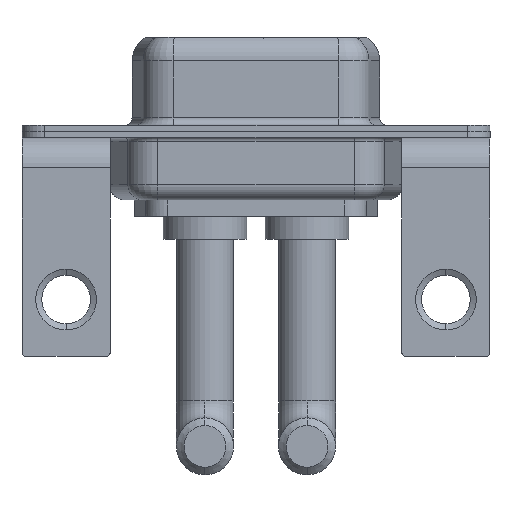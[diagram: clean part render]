
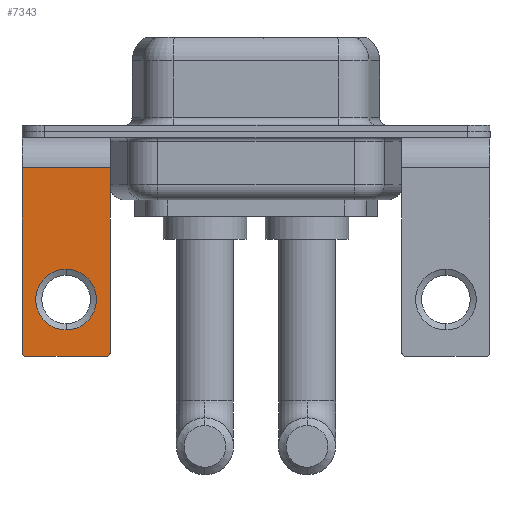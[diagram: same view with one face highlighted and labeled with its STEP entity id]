
A CAD part, front view. The second image highlights one B-rep face of the part: STEP entity #7343.
In plain terms, the highlighted planar face has unit normal (0, -1, 0).
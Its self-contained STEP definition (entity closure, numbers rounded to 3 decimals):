
#239 = LINE ( 'NONE', #14054, #1232 ) ;
#376 = VECTOR ( 'NONE', #11777, 1000. ) ;
#377 = VECTOR ( 'NONE', #2117, 1000. ) ;
#528 = AXIS2_PLACEMENT_3D ( 'NONE', #4128, #1091, #4202 ) ;
#587 = EDGE_CURVE ( 'NONE', #9723, #3063, #5581, .T. ) ;
#651 = EDGE_CURVE ( 'NONE', #8570, #11491, #11943, .T. ) ;
#994 = CARTESIAN_POINT ( 'NONE',  ( -2.9, -6.25, -14.55 ) ) ;
#1091 = DIRECTION ( 'NONE',  ( 0., 1., 0. ) ) ;
#1175 = ORIENTED_EDGE ( 'NONE', *, *, #8850, .T. ) ;
#1232 = VECTOR ( 'NONE', #4288, 1000. ) ;
#1740 = ORIENTED_EDGE ( 'NONE', *, *, #4871, .T. ) ;
#1918 = LINE ( 'NONE', #3038, #377 ) ;
#2117 = DIRECTION ( 'NONE',  ( 0., 0., -1. ) ) ;
#2227 = FACE_BOUND ( 'NONE', #3461, .T. ) ;
#2286 = ORIENTED_EDGE ( 'NONE', *, *, #651, .T. ) ;
#2873 = CARTESIAN_POINT ( 'NONE',  ( -2.65, -6.25, -14.8 ) ) ;
#3038 = CARTESIAN_POINT ( 'NONE',  ( -2.9, -6.25, -2.4 ) ) ;
#3063 = VERTEX_POINT ( 'NONE', #9796 ) ;
#3247 = DIRECTION ( 'NONE',  ( 0., -1., 0. ) ) ;
#3383 = ORIENTED_EDGE ( 'NONE', *, *, #9935, .T. ) ;
#3461 = EDGE_LOOP ( 'NONE', ( #1175, #5332 ) ) ;
#3565 = CARTESIAN_POINT ( 'NONE',  ( 2.9, -6.25, -2.4 ) ) ;
#3829 = VERTEX_POINT ( 'NONE', #2873 ) ;
#3980 = CARTESIAN_POINT ( 'NONE',  ( 0., -6.25, -9.07 ) ) ;
#4078 = LINE ( 'NONE', #7438, #376 ) ;
#4112 = DIRECTION ( 'NONE',  ( -1., 0., 0. ) ) ;
#4128 = CARTESIAN_POINT ( 'NONE',  ( 0., -6.25, -11.07 ) ) ;
#4202 = DIRECTION ( 'NONE',  ( 0., 0., 1. ) ) ;
#4288 = DIRECTION ( 'NONE',  ( 0., 0., -1. ) ) ;
#4508 = CARTESIAN_POINT ( 'NONE',  ( 2.65, -6.25, -14.8 ) ) ;
#4560 = VERTEX_POINT ( 'NONE', #8186 ) ;
#4654 = DIRECTION ( 'NONE',  ( 0., 0., 1. ) ) ;
#4795 = DIRECTION ( 'NONE',  ( 0., 1., 0. ) ) ;
#4871 = EDGE_CURVE ( 'NONE', #10892, #6122, #1918, .T. ) ;
#5332 = ORIENTED_EDGE ( 'NONE', *, *, #587, .T. ) ;
#5394 = AXIS2_PLACEMENT_3D ( 'NONE', #3565, #4795, #4654 ) ;
#5567 = ORIENTED_EDGE ( 'NONE', *, *, #12304, .F. ) ;
#5581 = CIRCLE ( 'NONE', #7388, 2. ) ;
#5911 = CARTESIAN_POINT ( 'NONE',  ( 0., -6.25, -11.07 ) ) ;
#6122 = VERTEX_POINT ( 'NONE', #994 ) ;
#6334 = LINE ( 'NONE', #12883, #8016 ) ;
#6574 = FACE_OUTER_BOUND ( 'NONE', #10036, .T. ) ;
#6963 = DIRECTION ( 'NONE',  ( 0., 1., 0. ) ) ;
#7156 = EDGE_CURVE ( 'NONE', #8570, #3829, #4078, .T. ) ;
#7343 = ADVANCED_FACE ( 'NONE', ( #2227, #6574 ), #12271, .F. ) ;
#7388 = AXIS2_PLACEMENT_3D ( 'NONE', #5911, #6963, #8033 ) ;
#7438 = CARTESIAN_POINT ( 'NONE',  ( 2.9, -6.25, -14.8 ) ) ;
#7746 = CARTESIAN_POINT ( 'NONE',  ( -2.65, -6.25, -14.55 ) ) ;
#8016 = VECTOR ( 'NONE', #4112, 1000. ) ;
#8033 = DIRECTION ( 'NONE',  ( 0., 0., 1. ) ) ;
#8186 = CARTESIAN_POINT ( 'NONE',  ( 2.9, -6.25, -2.4 ) ) ;
#8242 = CIRCLE ( 'NONE', #528, 2. ) ;
#8570 = VERTEX_POINT ( 'NONE', #4508 ) ;
#8850 = EDGE_CURVE ( 'NONE', #3063, #9723, #8242, .T. ) ;
#9091 = DIRECTION ( 'NONE',  ( 0., 0., 1. ) ) ;
#9319 = EDGE_CURVE ( 'NONE', #4560, #10892, #6334, .T. ) ;
#9723 = VERTEX_POINT ( 'NONE', #3980 ) ;
#9796 = CARTESIAN_POINT ( 'NONE',  ( 0., -6.25, -13.07 ) ) ;
#9935 = EDGE_CURVE ( 'NONE', #6122, #3829, #10984, .T. ) ;
#10036 = EDGE_LOOP ( 'NONE', ( #1740, #3383, #12726, #2286, #5567, #11944 ) ) ;
#10159 = CARTESIAN_POINT ( 'NONE',  ( 2.65, -6.25, -14.55 ) ) ;
#10219 = CARTESIAN_POINT ( 'NONE',  ( 2.9, -6.25, -14.55 ) ) ;
#10294 = AXIS2_PLACEMENT_3D ( 'NONE', #7746, #3247, #10880 ) ;
#10296 = DIRECTION ( 'NONE',  ( 0., -1., 0. ) ) ;
#10322 = CARTESIAN_POINT ( 'NONE',  ( -2.9, -6.25, -2.4 ) ) ;
#10332 = AXIS2_PLACEMENT_3D ( 'NONE', #10159, #10296, #9091 ) ;
#10880 = DIRECTION ( 'NONE',  ( 0., 0., 1. ) ) ;
#10892 = VERTEX_POINT ( 'NONE', #10322 ) ;
#10984 = CIRCLE ( 'NONE', #10294, 0.25 ) ;
#11491 = VERTEX_POINT ( 'NONE', #10219 ) ;
#11777 = DIRECTION ( 'NONE',  ( -1., 0., 0. ) ) ;
#11943 = CIRCLE ( 'NONE', #10332, 0.25 ) ;
#11944 = ORIENTED_EDGE ( 'NONE', *, *, #9319, .T. ) ;
#12271 = PLANE ( 'NONE',  #5394 ) ;
#12304 = EDGE_CURVE ( 'NONE', #4560, #11491, #239, .T. ) ;
#12726 = ORIENTED_EDGE ( 'NONE', *, *, #7156, .F. ) ;
#12883 = CARTESIAN_POINT ( 'NONE',  ( 2.9, -6.25, -2.4 ) ) ;
#14054 = CARTESIAN_POINT ( 'NONE',  ( 2.9, -6.25, -2.4 ) ) ;
